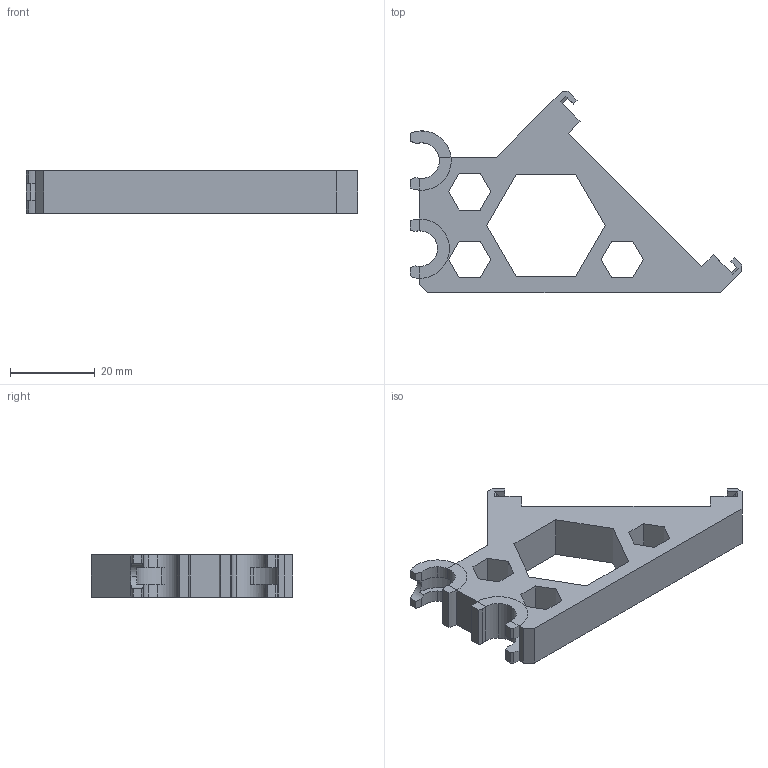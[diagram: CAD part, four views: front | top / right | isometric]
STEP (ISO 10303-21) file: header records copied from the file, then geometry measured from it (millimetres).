
FILE_DESCRIPTION(('FreeCAD Model'),'2;1');
FILE_NAME('LCD-support-A.step','2020-04-20T11:18:45',('Author'),(''), 'Open CASCADE STEP processor 7.3','FreeCAD','Unknown');
FILE_SCHEMA(('AUTOMOTIVE_DESIGN { 1 0 10303 214 1 1 1 1 }'));
Length unit declared in the file: millimetre
Products named in the file (1): difference005
Bounding box: 78.19 x 47.48 x 10 mm (x, y, z)
Volume: 12695.5 mm3; surface area: 7341.1 mm2
Topology: 1 solids, 1 shells, 137 faces, 368 edges, 230 vertices
Faces by surface type: plane 113, cylinder 24
Entity records: 10021 total; most frequent: CARTESIAN_POINT 2352, DIRECTION 1024, ORIENTED_EDGE 738, PCURVE 736, DEFINITIONAL_REPRESENTATION 736, LINE 558, VECTOR 558, B_SPLINE_CURVE_WITH_KNOTS 416
